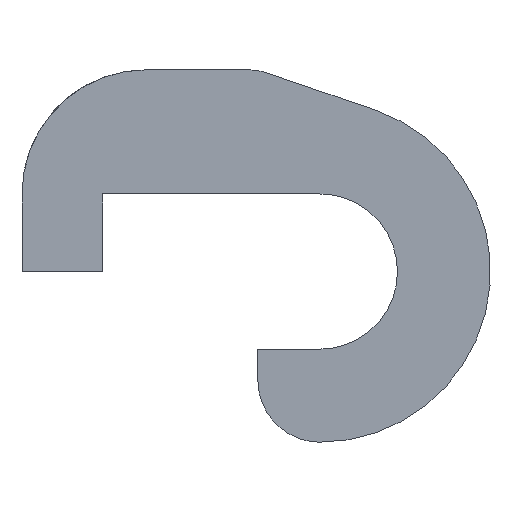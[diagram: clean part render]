
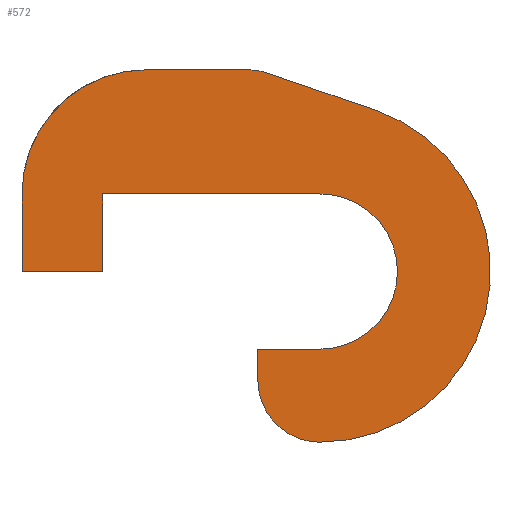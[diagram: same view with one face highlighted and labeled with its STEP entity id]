
A CAD part, front view. The second image highlights one B-rep face of the part: STEP entity #572.
In plain terms, the highlighted planar face has unit normal (0, -1, 0).
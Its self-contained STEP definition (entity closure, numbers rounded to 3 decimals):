
#9 = DIRECTION ( 'NONE',  ( 1., 0., 0. ) ) ;
#10 = LINE ( 'NONE', #16, #509 ) ;
#13 = EDGE_CURVE ( 'NONE', #158, #585, #391, .T. ) ;
#14 = CARTESIAN_POINT ( 'NONE',  ( 7.915, 0., 6.392 ) ) ;
#16 = CARTESIAN_POINT ( 'NONE',  ( 0., 0., 2.5 ) ) ;
#17 = VERTEX_POINT ( 'NONE', #96 ) ;
#19 = DIRECTION ( 'NONE',  ( 0.946, 0., -0.324 ) ) ;
#24 = DIRECTION ( 'NONE',  ( 0., -1., 0. ) ) ;
#27 = VERTEX_POINT ( 'NONE', #153 ) ;
#31 = EDGE_CURVE ( 'NONE', #27, #67, #361, .T. ) ;
#35 = AXIS2_PLACEMENT_3D ( 'NONE', #320, #312, #171 ) ;
#43 = CIRCLE ( 'NONE', #296, 2.5 ) ;
#49 = DIRECTION ( 'NONE',  ( 0., 0., -1. ) ) ;
#51 = CARTESIAN_POINT ( 'NONE',  ( 7.6, 0., -3.5 ) ) ;
#52 = DIRECTION ( 'NONE',  ( 0., 0., 1. ) ) ;
#65 = CARTESIAN_POINT ( 'NONE',  ( 11.384, 0., 5.203 ) ) ;
#67 = VERTEX_POINT ( 'NONE', #51 ) ;
#68 = VERTEX_POINT ( 'NONE', #394 ) ;
#83 = LINE ( 'NONE', #487, #186 ) ;
#94 = EDGE_CURVE ( 'NONE', #68, #225, #249, .T. ) ;
#96 = CARTESIAN_POINT ( 'NONE',  ( 9.6, 0., 2.5 ) ) ;
#97 = CIRCLE ( 'NONE', #229, 5.5 ) ;
#102 = DIRECTION ( 'NONE',  ( 0., 0., -1. ) ) ;
#105 = VECTOR ( 'NONE', #102, 1000. ) ;
#108 = CARTESIAN_POINT ( 'NONE',  ( 4., 0., 2.5 ) ) ;
#113 = LINE ( 'NONE', #267, #214 ) ;
#115 = VERTEX_POINT ( 'NONE', #154 ) ;
#123 = CARTESIAN_POINT ( 'NONE',  ( 0., 0., -2.5 ) ) ;
#127 = DIRECTION ( 'NONE',  ( 0., 0., 1. ) ) ;
#135 = CARTESIAN_POINT ( 'NONE',  ( 0., 0., 0. ) ) ;
#152 = ORIENTED_EDGE ( 'NONE', *, *, #281, .F. ) ;
#153 = CARTESIAN_POINT ( 'NONE',  ( 7.6, 0., -2.5 ) ) ;
#154 = CARTESIAN_POINT ( 'NONE',  ( 9.6, 0., -2.5 ) ) ;
#158 = VERTEX_POINT ( 'NONE', #405 ) ;
#164 = CARTESIAN_POINT ( 'NONE',  ( 0., 0., 2.5 ) ) ;
#168 = CARTESIAN_POINT ( 'NONE',  ( 7.267, 0., 6.5 ) ) ;
#171 = DIRECTION ( 'NONE',  ( 0., 0., 1. ) ) ;
#186 = VECTOR ( 'NONE', #236, 1000. ) ;
#188 = EDGE_CURVE ( 'NONE', #68, #210, #631, .T. ) ;
#193 = CARTESIAN_POINT ( 'NONE',  ( 9.6, 0., 0. ) ) ;
#206 = DIRECTION ( 'NONE',  ( 0., -1., 0. ) ) ;
#208 = LINE ( 'NONE', #615, #426 ) ;
#210 = VERTEX_POINT ( 'NONE', #168 ) ;
#214 = VECTOR ( 'NONE', #19, 1000. ) ;
#215 = VECTOR ( 'NONE', #49, 1000. ) ;
#217 = VERTEX_POINT ( 'NONE', #65 ) ;
#225 = VERTEX_POINT ( 'NONE', #164 ) ;
#229 = AXIS2_PLACEMENT_3D ( 'NONE', #608, #508, #311 ) ;
#230 = CARTESIAN_POINT ( 'NONE',  ( 9.6, 0., -5.5 ) ) ;
#236 = DIRECTION ( 'NONE',  ( 0., 0., -1. ) ) ;
#238 = DIRECTION ( 'NONE',  ( 0., 0., 1. ) ) ;
#239 = VERTEX_POINT ( 'NONE', #14 ) ;
#241 = AXIS2_PLACEMENT_3D ( 'NONE', #108, #206, #52 ) ;
#242 = CARTESIAN_POINT ( 'NONE',  ( 2.6, 0., 2.5 ) ) ;
#245 = ORIENTED_EDGE ( 'NONE', *, *, #366, .T. ) ;
#247 = CARTESIAN_POINT ( 'NONE',  ( 7.6, 0., 0. ) ) ;
#249 = CIRCLE ( 'NONE', #241, 4. ) ;
#257 = CARTESIAN_POINT ( 'NONE',  ( 0., 0., 6.5 ) ) ;
#267 = CARTESIAN_POINT ( 'NONE',  ( 2.794, 0., 8.148 ) ) ;
#273 = CARTESIAN_POINT ( 'NONE',  ( 2.6, 0., 0. ) ) ;
#281 = EDGE_CURVE ( 'NONE', #217, #392, #97, .T. ) ;
#296 = AXIS2_PLACEMENT_3D ( 'NONE', #193, #531, #238 ) ;
#305 = DIRECTION ( 'NONE',  ( -1., 0., 0. ) ) ;
#311 = DIRECTION ( 'NONE',  ( 0., 0., 1. ) ) ;
#312 = DIRECTION ( 'NONE',  ( 0., 1., 0. ) ) ;
#313 = CIRCLE ( 'NONE', #350, 2. ) ;
#320 = CARTESIAN_POINT ( 'NONE',  ( 0., 0., 2.5 ) ) ;
#321 = LINE ( 'NONE', #123, #574 ) ;
#322 = EDGE_CURVE ( 'NONE', #115, #27, #321, .T. ) ;
#323 = ORIENTED_EDGE ( 'NONE', *, *, #334, .F. ) ;
#334 = EDGE_CURVE ( 'NONE', #239, #217, #113, .T. ) ;
#339 = EDGE_CURVE ( 'NONE', #158, #17, #10, .T. ) ;
#348 = FACE_OUTER_BOUND ( 'NONE', #542, .T. ) ;
#350 = AXIS2_PLACEMENT_3D ( 'NONE', #573, #24, #430 ) ;
#361 = LINE ( 'NONE', #247, #105 ) ;
#366 = EDGE_CURVE ( 'NONE', #67, #392, #313, .T. ) ;
#370 = EDGE_CURVE ( 'NONE', #453, #585, #208, .T. ) ;
#385 = ORIENTED_EDGE ( 'NONE', *, *, #480, .T. ) ;
#391 = LINE ( 'NONE', #242, #215 ) ;
#392 = VERTEX_POINT ( 'NONE', #230 ) ;
#393 = AXIS2_PLACEMENT_3D ( 'NONE', #562, #617, #127 ) ;
#394 = CARTESIAN_POINT ( 'NONE',  ( 4., 0., 6.5 ) ) ;
#396 = CIRCLE ( 'NONE', #393, 2. ) ;
#402 = ORIENTED_EDGE ( 'NONE', *, *, #370, .T. ) ;
#405 = CARTESIAN_POINT ( 'NONE',  ( 2.6, 0., 2.5 ) ) ;
#420 = ORIENTED_EDGE ( 'NONE', *, *, #339, .T. ) ;
#421 = PLANE ( 'NONE',  #35 ) ;
#426 = VECTOR ( 'NONE', #618, 1000. ) ;
#430 = DIRECTION ( 'NONE',  ( 0., 0., 1. ) ) ;
#447 = ORIENTED_EDGE ( 'NONE', *, *, #31, .T. ) ;
#452 = ORIENTED_EDGE ( 'NONE', *, *, #94, .T. ) ;
#453 = VERTEX_POINT ( 'NONE', #135 ) ;
#480 = EDGE_CURVE ( 'NONE', #17, #115, #43, .T. ) ;
#487 = CARTESIAN_POINT ( 'NONE',  ( 0., 0., 2.5 ) ) ;
#498 = EDGE_CURVE ( 'NONE', #225, #453, #83, .T. ) ;
#505 = VECTOR ( 'NONE', #9, 1000. ) ;
#508 = DIRECTION ( 'NONE',  ( 0., 1., 0. ) ) ;
#509 = VECTOR ( 'NONE', #603, 1000. ) ;
#529 = ORIENTED_EDGE ( 'NONE', *, *, #322, .T. ) ;
#531 = DIRECTION ( 'NONE',  ( 0., 1., 0. ) ) ;
#542 = EDGE_LOOP ( 'NONE', ( #323, #627, #604, #452, #594, #402, #567, #420, #385, #529, #447, #245, #152 ) ) ;
#562 = CARTESIAN_POINT ( 'NONE',  ( 7.267, 0., 4.5 ) ) ;
#567 = ORIENTED_EDGE ( 'NONE', *, *, #13, .F. ) ;
#572 = ADVANCED_FACE ( 'NONE', ( #348 ), #421, .F. ) ;
#573 = CARTESIAN_POINT ( 'NONE',  ( 9.6, 0., -3.5 ) ) ;
#574 = VECTOR ( 'NONE', #305, 1000. ) ;
#577 = EDGE_CURVE ( 'NONE', #239, #210, #396, .T. ) ;
#585 = VERTEX_POINT ( 'NONE', #273 ) ;
#594 = ORIENTED_EDGE ( 'NONE', *, *, #498, .T. ) ;
#603 = DIRECTION ( 'NONE',  ( 1., 0., 0. ) ) ;
#604 = ORIENTED_EDGE ( 'NONE', *, *, #188, .F. ) ;
#608 = CARTESIAN_POINT ( 'NONE',  ( 9.6, 0., 0. ) ) ;
#615 = CARTESIAN_POINT ( 'NONE',  ( 0., 0., 0. ) ) ;
#617 = DIRECTION ( 'NONE',  ( 0., -1., 0. ) ) ;
#618 = DIRECTION ( 'NONE',  ( 1., 0., 0. ) ) ;
#627 = ORIENTED_EDGE ( 'NONE', *, *, #577, .T. ) ;
#631 = LINE ( 'NONE', #257, #505 ) ;
